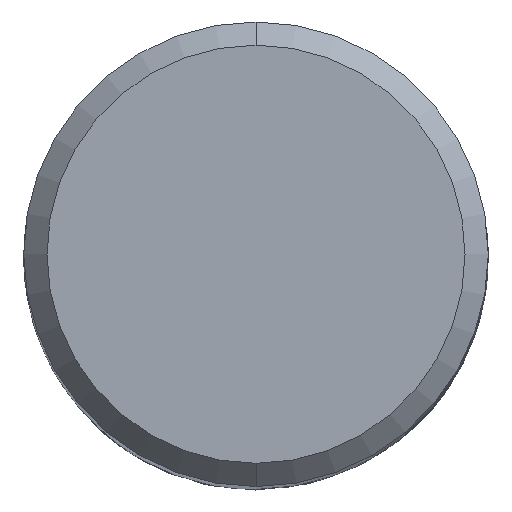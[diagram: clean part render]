
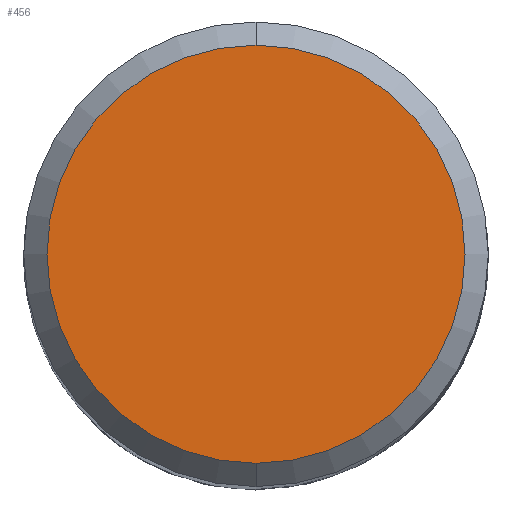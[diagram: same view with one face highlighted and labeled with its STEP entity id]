
A CAD part, top view. The second image highlights one B-rep face of the part: STEP entity #456.
In plain terms, the highlighted planar face has unit normal (0, 0, 1).
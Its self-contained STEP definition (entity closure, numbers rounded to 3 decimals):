
#456=ADVANCED_FACE('',(#1299),#1300,.T.);
#516=VERTEX_POINT('',#1364);
#562=VERTEX_POINT('',#1417);
#638=EDGE_CURVE('',#562,#516,#1498,.T.);
#1212=EDGE_CURVE('',#516,#562,#2125,.T.);
#1299=FACE_OUTER_BOUND('',#2208,.T.);
#1300=PLANE('',#2209);
#1364=CARTESIAN_POINT('',(0.0,7.2,0.0));
#1417=CARTESIAN_POINT('',(0.,-7.2,0.0));
#1498=CIRCLE('',#3790,7.2);
#2125=CIRCLE('',#8364,7.2);
#2208=EDGE_LOOP('',(#8920,#8921));
#2209=AXIS2_PLACEMENT_3D('',#8922,#8923,#8924);
#3790=AXIS2_PLACEMENT_3D('',#9117,#9118,#9119);
#8364=AXIS2_PLACEMENT_3D('',#9900,#9901,#9902);
#8920=ORIENTED_EDGE('',*,*,#1212,.F.);
#8921=ORIENTED_EDGE('',*,*,#638,.F.);
#8922=CARTESIAN_POINT('',(0.0,3.6,0.0));
#8923=DIRECTION('',(-0.0,0.0,1.0));
#8924=DIRECTION('',(0.0,-1.0,0.0));
#9117=CARTESIAN_POINT('',(0.0,0.0,0.0));
#9118=DIRECTION('',(0.0,0.0,-1.0));
#9119=DIRECTION('',(0.0,1.0,0.0));
#9900=CARTESIAN_POINT('',(0.0,0.0,0.0));
#9901=DIRECTION('',(0.0,0.0,-1.0));
#9902=DIRECTION('',(0.0,1.0,0.0));
